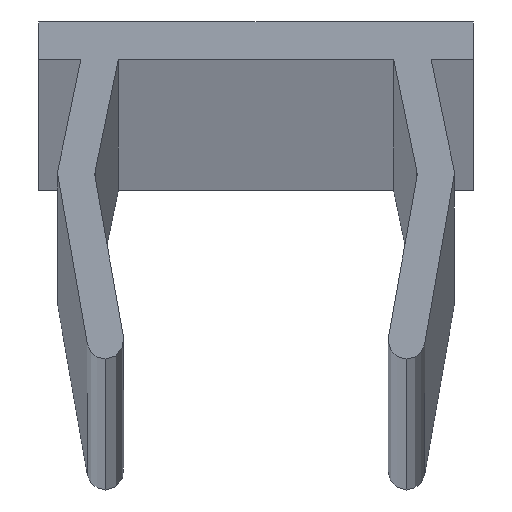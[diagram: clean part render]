
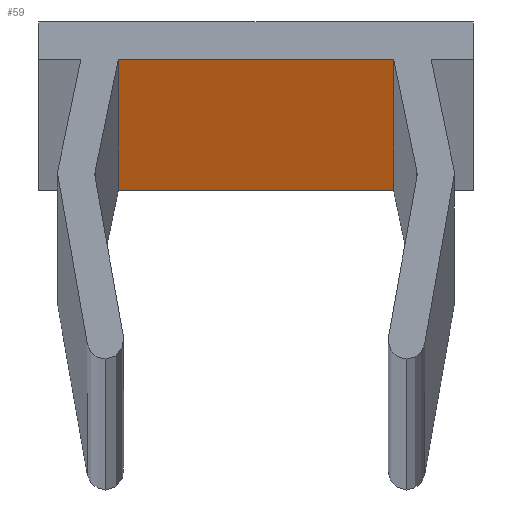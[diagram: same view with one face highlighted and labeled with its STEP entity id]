
A CAD part, top view. The second image highlights one B-rep face of the part: STEP entity #59.
In plain terms, the highlighted planar face has unit normal (0, -1, 0).
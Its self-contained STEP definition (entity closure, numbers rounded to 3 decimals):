
#59 = ADVANCED_FACE ( 'NONE', ( #683 ), #914, .F. ) ;
#65 = CARTESIAN_POINT ( 'NONE',  ( -3.674, 14.82, 0. ) ) ;
#92 = ORIENTED_EDGE ( 'NONE', *, *, #543, .T. ) ;
#121 = VECTOR ( 'NONE', #251, 1000. ) ;
#196 = EDGE_CURVE ( 'NONE', #288, #578, #495, .T. ) ;
#204 = CARTESIAN_POINT ( 'NONE',  ( 3.674, 14.82, 0. ) ) ;
#209 = LINE ( 'NONE', #728, #121 ) ;
#251 = DIRECTION ( 'NONE',  ( 0., 0., -1. ) ) ;
#273 = DIRECTION ( 'NONE',  ( 1., 0., 0. ) ) ;
#283 = CARTESIAN_POINT ( 'NONE',  ( -3.674, 14.82, 2000. ) ) ;
#288 = VERTEX_POINT ( 'NONE', #831 ) ;
#317 = ORIENTED_EDGE ( 'NONE', *, *, #732, .F. ) ;
#344 = LINE ( 'NONE', #283, #615 ) ;
#357 = VECTOR ( 'NONE', #585, 1000. ) ;
#474 = DIRECTION ( 'NONE',  ( 0., 0., 1. ) ) ;
#495 = LINE ( 'NONE', #814, #357 ) ;
#513 = AXIS2_PLACEMENT_3D ( 'NONE', #549, #837, #474 ) ;
#543 = EDGE_CURVE ( 'NONE', #696, #578, #874, .T. ) ;
#549 = CARTESIAN_POINT ( 'NONE',  ( -3.674, 14.82, 2000. ) ) ;
#562 = CARTESIAN_POINT ( 'NONE',  ( -3.674, 14.82, 2000. ) ) ;
#578 = VERTEX_POINT ( 'NONE', #204 ) ;
#583 = ORIENTED_EDGE ( 'NONE', *, *, #663, .T. ) ;
#585 = DIRECTION ( 'NONE',  ( 0., 0., -1. ) ) ;
#615 = VECTOR ( 'NONE', #273, 1000. ) ;
#663 = EDGE_CURVE ( 'NONE', #731, #696, #209, .T. ) ;
#683 = FACE_OUTER_BOUND ( 'NONE', #789, .T. ) ;
#696 = VERTEX_POINT ( 'NONE', #867 ) ;
#728 = CARTESIAN_POINT ( 'NONE',  ( -3.674, 14.82, 2000. ) ) ;
#731 = VERTEX_POINT ( 'NONE', #562 ) ;
#732 = EDGE_CURVE ( 'NONE', #731, #288, #344, .T. ) ;
#789 = EDGE_LOOP ( 'NONE', ( #92, #808, #317, #583 ) ) ;
#791 = DIRECTION ( 'NONE',  ( 1., 0., 0. ) ) ;
#808 = ORIENTED_EDGE ( 'NONE', *, *, #196, .F. ) ;
#814 = CARTESIAN_POINT ( 'NONE',  ( 3.674, 14.82, 2000. ) ) ;
#831 = CARTESIAN_POINT ( 'NONE',  ( 3.674, 14.82, 2000. ) ) ;
#837 = DIRECTION ( 'NONE',  ( 0., 1., 0. ) ) ;
#867 = CARTESIAN_POINT ( 'NONE',  ( -3.674, 14.82, 0. ) ) ;
#874 = LINE ( 'NONE', #65, #882 ) ;
#882 = VECTOR ( 'NONE', #791, 1000. ) ;
#914 = PLANE ( 'NONE',  #513 ) ;
